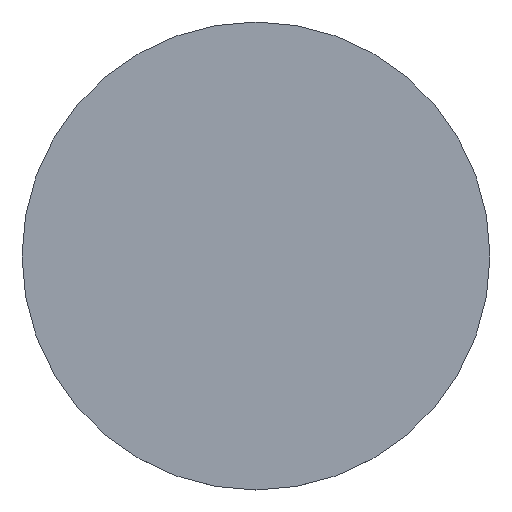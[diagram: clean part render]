
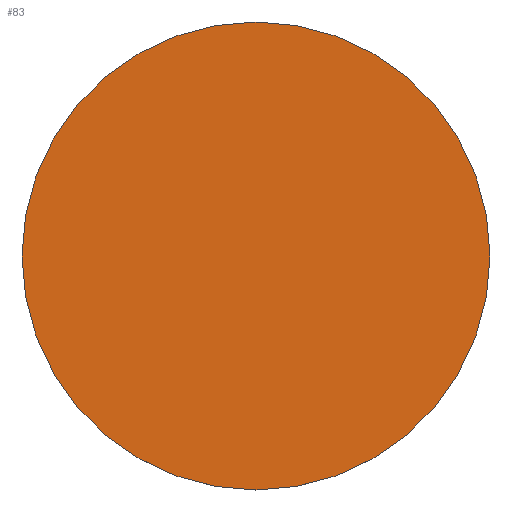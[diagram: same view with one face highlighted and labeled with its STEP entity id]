
A CAD part, top view. The second image highlights one B-rep face of the part: STEP entity #83.
In plain terms, the highlighted planar face has unit normal (0, 0, 1).
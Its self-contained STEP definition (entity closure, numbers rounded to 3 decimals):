
#6 = ORIENTED_EDGE ( 'NONE', *, *, #165, .T. ) ;
#7 = CARTESIAN_POINT ( 'NONE',  ( -60.5, 0., 2. ) ) ;
#8 = DIRECTION ( 'NONE',  ( 1., 0., 0. ) ) ;
#10 = CIRCLE ( 'NONE', #108, 60.5 ) ;
#25 = CARTESIAN_POINT ( 'NONE',  ( 0., 0., 2. ) ) ;
#35 = EDGE_LOOP ( 'NONE', ( #54, #6 ) ) ;
#54 = ORIENTED_EDGE ( 'NONE', *, *, #88, .T. ) ;
#55 = DIRECTION ( 'NONE',  ( 0., 0., 1. ) ) ;
#59 = AXIS2_PLACEMENT_3D ( 'NONE', #25, #95, #8 ) ;
#61 = FACE_OUTER_BOUND ( 'NONE', #35, .T. ) ;
#62 = PLANE ( 'NONE',  #105 ) ;
#65 = DIRECTION ( 'NONE',  ( 0., 0., 1. ) ) ;
#83 = ADVANCED_FACE ( 'NONE', ( #61 ), #62, .T. ) ;
#88 = EDGE_CURVE ( 'NONE', #106, #160, #119, .T. ) ;
#89 = CARTESIAN_POINT ( 'NONE',  ( 0., 0., 2. ) ) ;
#93 = CARTESIAN_POINT ( 'NONE',  ( 0., 0., 2. ) ) ;
#95 = DIRECTION ( 'NONE',  ( 0., 0., 1. ) ) ;
#99 = CARTESIAN_POINT ( 'NONE',  ( 60.5, 0., 2. ) ) ;
#105 = AXIS2_PLACEMENT_3D ( 'NONE', #93, #65, #157 ) ;
#106 = VERTEX_POINT ( 'NONE', #7 ) ;
#108 = AXIS2_PLACEMENT_3D ( 'NONE', #89, #55, #147 ) ;
#119 = CIRCLE ( 'NONE', #59, 60.5 ) ;
#147 = DIRECTION ( 'NONE',  ( 1., 0., 0. ) ) ;
#157 = DIRECTION ( 'NONE',  ( 1., 0., 0. ) ) ;
#160 = VERTEX_POINT ( 'NONE', #99 ) ;
#165 = EDGE_CURVE ( 'NONE', #160, #106, #10, .T. ) ;
